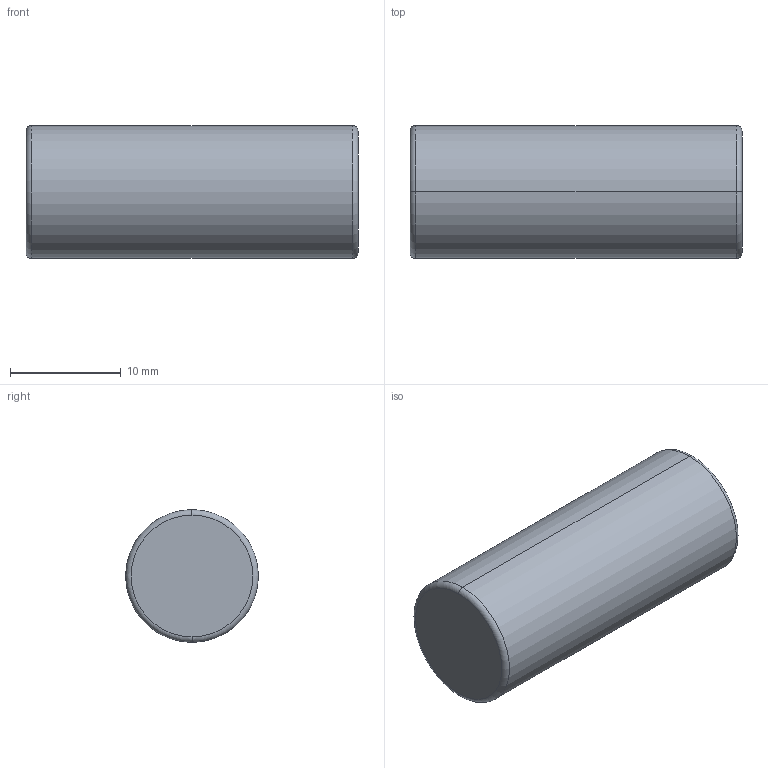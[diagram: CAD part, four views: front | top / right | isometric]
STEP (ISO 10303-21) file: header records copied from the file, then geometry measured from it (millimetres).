
FILE_DESCRIPTION (( 'STEP AP214' ), '1' );
FILE_NAME ('User Library-12mmx30mmLaser.STEP', '2020-04-28T21:02:15', ( '' ), ( '' ), 'SwSTEP 2.0', 'SolidWorks 2019', '' );
FILE_SCHEMA (( 'AUTOMOTIVE_DESIGN' ));
Length unit declared in the file: millimetre
Products named in the file (1): User Library-12mmx30mmLaser
Bounding box: 30 x 12 x 12 mm (x, y, z)
Volume: 3359.6 mm3; surface area: 1355.7 mm2
Topology: 1 solids, 1 shells, 13 faces, 24 edges, 14 vertices
Faces by surface type: torus 6, cylinder 4, plane 3
Entity records: 507 total; most frequent: DIRECTION 72, CARTESIAN_POINT 52, ORIENTED_EDGE 48, AXIS2_PLACEMENT_3D 34, EDGE_CURVE 24, CIRCLE 20, UNCERTAINTY_MEASURE_WITH_UNIT 16, PRESENTATION_STYLE_ASSIGNMENT 15
